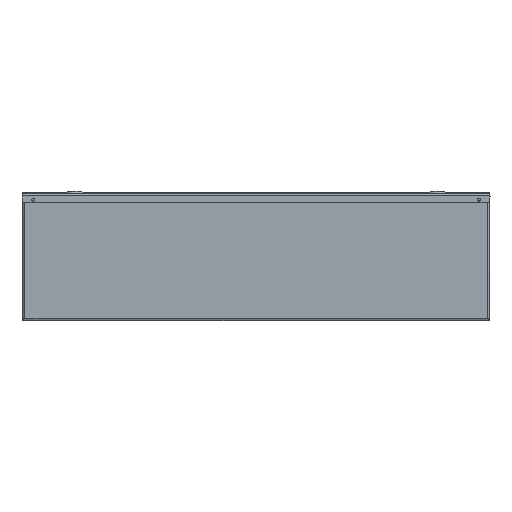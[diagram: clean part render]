
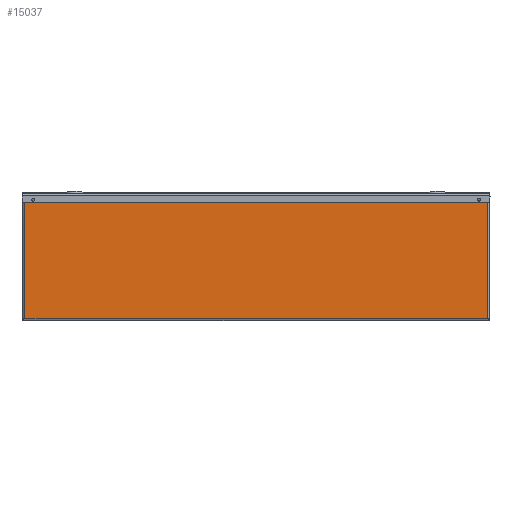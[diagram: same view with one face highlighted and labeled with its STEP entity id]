
A CAD part, front view. The second image highlights one B-rep face of the part: STEP entity #15037.
In plain terms, the highlighted planar face has unit normal (0, -1, 0).
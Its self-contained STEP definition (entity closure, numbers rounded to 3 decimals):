
#466 = VERTEX_POINT ( 'NONE', #4942 ) ;
#747 = VECTOR ( 'NONE', #12899, 39.37 ) ;
#1377 = VECTOR ( 'NONE', #16100, 39.37 ) ;
#1962 = VERTEX_POINT ( 'NONE', #30563 ) ;
#3061 = ORIENTED_EDGE ( 'NONE', *, *, #56659, .F. ) ;
#3554 = LINE ( 'NONE', #17653, #27546 ) ;
#4243 = CARTESIAN_POINT ( 'NONE',  ( -15., -4.5, 0.112 ) ) ;
#4637 = PLANE ( 'NONE',  #20103 ) ;
#4820 = EDGE_CURVE ( 'NONE', #1962, #41612, #56738, .T. ) ;
#4942 = CARTESIAN_POINT ( 'NONE',  ( 14.828, -4.5, 7.888 ) ) ;
#4947 = EDGE_CURVE ( 'NONE', #41557, #466, #57864, .T. ) ;
#5370 = DIRECTION ( 'NONE',  ( -1., 0., 0. ) ) ;
#5865 = ORIENTED_EDGE ( 'NONE', *, *, #34386, .T. ) ;
#5942 = VECTOR ( 'NONE', #46875, 39.37 ) ;
#10089 = EDGE_CURVE ( 'NONE', #466, #19106, #3554, .T. ) ;
#10156 = CARTESIAN_POINT ( 'NONE',  ( -15., -4.5, 0. ) ) ;
#12899 = DIRECTION ( 'NONE',  ( 0., 0., 1. ) ) ;
#13064 = DIRECTION ( 'NONE',  ( -1., 0., 0. ) ) ;
#13217 = VECTOR ( 'NONE', #55925, 39.37 ) ;
#14005 = CARTESIAN_POINT ( 'NONE',  ( 14.828, -4.5, 0.117 ) ) ;
#14087 = LINE ( 'NONE', #4243, #31701 ) ;
#15037 = ADVANCED_FACE ( 'NONE', ( #24987 ), #4637, .T. ) ;
#15061 = DIRECTION ( 'NONE',  ( -1., 0., 0. ) ) ;
#16100 = DIRECTION ( 'NONE',  ( 0., 0., -1. ) ) ;
#17596 = VERTEX_POINT ( 'NONE', #23480 ) ;
#17653 = CARTESIAN_POINT ( 'NONE',  ( -15., -4.5, 7.888 ) ) ;
#19106 = VERTEX_POINT ( 'NONE', #30590 ) ;
#20103 = AXIS2_PLACEMENT_3D ( 'NONE', #10156, #34488, #29255 ) ;
#21791 = CARTESIAN_POINT ( 'NONE',  ( -14.828, -4.5, 0. ) ) ;
#22931 = EDGE_CURVE ( 'NONE', #1962, #41557, #63959, .T. ) ;
#23480 = CARTESIAN_POINT ( 'NONE',  ( -14.94, -4.5, 0.117 ) ) ;
#23550 = VERTEX_POINT ( 'NONE', #61671 ) ;
#24772 = LINE ( 'NONE', #60175, #50427 ) ;
#24987 = FACE_OUTER_BOUND ( 'NONE', #42437, .T. ) ;
#27546 = VECTOR ( 'NONE', #13064, 39.37 ) ;
#28449 = VECTOR ( 'NONE', #54768, 39.37 ) ;
#29255 = DIRECTION ( 'NONE',  ( 0., 0., -1. ) ) ;
#30360 = ORIENTED_EDGE ( 'NONE', *, *, #4947, .T. ) ;
#30563 = CARTESIAN_POINT ( 'NONE',  ( 14.94, -4.5, 0.117 ) ) ;
#30590 = CARTESIAN_POINT ( 'NONE',  ( -14.828, -4.5, 7.888 ) ) ;
#30814 = ORIENTED_EDGE ( 'NONE', *, *, #38764, .T. ) ;
#31701 = VECTOR ( 'NONE', #15061, 39.37 ) ;
#34386 = EDGE_CURVE ( 'NONE', #23550, #17596, #24772, .T. ) ;
#34488 = DIRECTION ( 'NONE',  ( 0., -1., 0. ) ) ;
#34746 = CARTESIAN_POINT ( 'NONE',  ( -15., -4.5, 0.117 ) ) ;
#36108 = LINE ( 'NONE', #49940, #1377 ) ;
#36560 = LINE ( 'NONE', #21791, #13217 ) ;
#38764 = EDGE_CURVE ( 'NONE', #19106, #23550, #36560, .T. ) ;
#39241 = ORIENTED_EDGE ( 'NONE', *, *, #4820, .F. ) ;
#41557 = VERTEX_POINT ( 'NONE', #14005 ) ;
#41612 = VERTEX_POINT ( 'NONE', #64515 ) ;
#42437 = EDGE_LOOP ( 'NONE', ( #47986, #30360, #45251, #30814, #5865, #61687, #3061, #39241 ) ) ;
#43095 = CARTESIAN_POINT ( 'NONE',  ( 14.828, -4.5, 0. ) ) ;
#45251 = ORIENTED_EDGE ( 'NONE', *, *, #10089, .T. ) ;
#45421 = VERTEX_POINT ( 'NONE', #54427 ) ;
#46875 = DIRECTION ( 'NONE',  ( 0., 0., -1. ) ) ;
#47986 = ORIENTED_EDGE ( 'NONE', *, *, #22931, .T. ) ;
#49940 = CARTESIAN_POINT ( 'NONE',  ( -14.94, -4.5, 0. ) ) ;
#50427 = VECTOR ( 'NONE', #5370, 39.37 ) ;
#51797 = CARTESIAN_POINT ( 'NONE',  ( 14.94, -4.5, 4.056 ) ) ;
#54427 = CARTESIAN_POINT ( 'NONE',  ( -14.94, -4.5, 0.112 ) ) ;
#54768 = DIRECTION ( 'NONE',  ( -1., 0., 0. ) ) ;
#55925 = DIRECTION ( 'NONE',  ( 0., 0., -1. ) ) ;
#56659 = EDGE_CURVE ( 'NONE', #41612, #45421, #14087, .T. ) ;
#56738 = LINE ( 'NONE', #51797, #5942 ) ;
#57864 = LINE ( 'NONE', #43095, #747 ) ;
#58193 = EDGE_CURVE ( 'NONE', #17596, #45421, #36108, .T. ) ;
#60175 = CARTESIAN_POINT ( 'NONE',  ( -15., -4.5, 0.117 ) ) ;
#61671 = CARTESIAN_POINT ( 'NONE',  ( -14.828, -4.5, 0.117 ) ) ;
#61687 = ORIENTED_EDGE ( 'NONE', *, *, #58193, .T. ) ;
#63959 = LINE ( 'NONE', #34746, #28449 ) ;
#64515 = CARTESIAN_POINT ( 'NONE',  ( 14.94, -4.5, 0.112 ) ) ;
